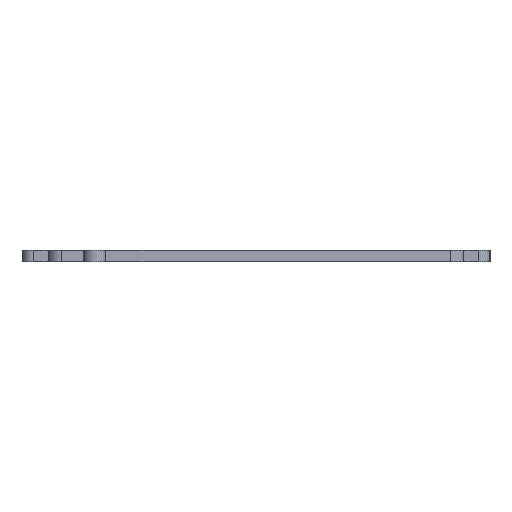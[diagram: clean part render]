
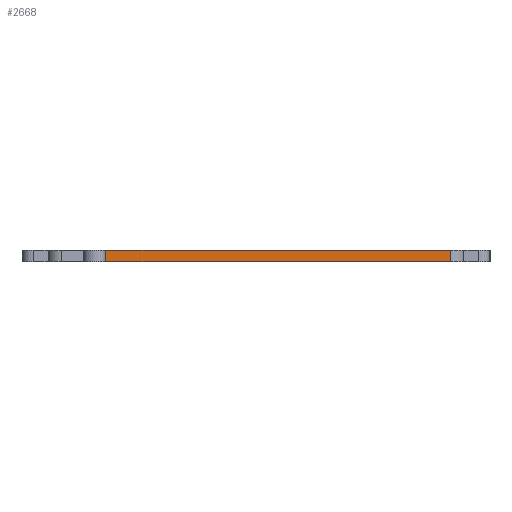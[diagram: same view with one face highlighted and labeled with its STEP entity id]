
A CAD part, left-side view. The second image highlights one B-rep face of the part: STEP entity #2668.
In plain terms, the highlighted planar face has unit normal (-1, 0, 0).
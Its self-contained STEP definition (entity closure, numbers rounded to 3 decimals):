
#90=PLANE('',#2927);
#216=FACE_OUTER_BOUND('',#349,.T.);
#349=EDGE_LOOP('',(#2146,#2147,#2148,#2149));
#610=LINE('',#4409,#877);
#611=LINE('',#4412,#878);
#612=LINE('',#4414,#879);
#613=LINE('',#4415,#880);
#877=VECTOR('',#3624,10.);
#878=VECTOR('',#3627,10.);
#879=VECTOR('',#3628,10.);
#880=VECTOR('',#3629,10.);
#1273=VERTEX_POINT('',#4405);
#1274=VERTEX_POINT('',#4407);
#1275=VERTEX_POINT('',#4411);
#1276=VERTEX_POINT('',#4413);
#1644=EDGE_CURVE('',#1273,#1274,#610,.T.);
#1645=EDGE_CURVE('',#1273,#1275,#611,.T.);
#1646=EDGE_CURVE('',#1276,#1274,#612,.T.);
#1647=EDGE_CURVE('',#1275,#1276,#613,.T.);
#2146=ORIENTED_EDGE('',*,*,#1645,.F.);
#2147=ORIENTED_EDGE('',*,*,#1644,.T.);
#2148=ORIENTED_EDGE('',*,*,#1646,.F.);
#2149=ORIENTED_EDGE('',*,*,#1647,.F.);
#2668=ADVANCED_FACE('',(#216),#90,.T.);
#2927=AXIS2_PLACEMENT_3D('',#4410,#3625,#3626);
#3624=DIRECTION('',(0.,0.,1.));
#3625=DIRECTION('center_axis',(-1.,0.,0.));
#3626=DIRECTION('ref_axis',(0.,-1.,0.));
#3627=DIRECTION('',(0.,1.,0.));
#3628=DIRECTION('',(0.,-1.,0.));
#3629=DIRECTION('',(0.,0.,1.));
#4405=CARTESIAN_POINT('',(-265.347,-118.828,0.));
#4407=CARTESIAN_POINT('',(-265.347,-118.828,3.2));
#4409=CARTESIAN_POINT('',(-265.347,-118.828,0.));
#4410=CARTESIAN_POINT('Origin',(-265.347,-26.873,0.));
#4411=CARTESIAN_POINT('',(-265.347,-26.873,0.));
#4412=CARTESIAN_POINT('',(-265.347,-118.828,0.));
#4413=CARTESIAN_POINT('',(-265.347,-26.873,3.2));
#4414=CARTESIAN_POINT('',(-265.347,-118.828,3.2));
#4415=CARTESIAN_POINT('',(-265.347,-26.873,0.));
